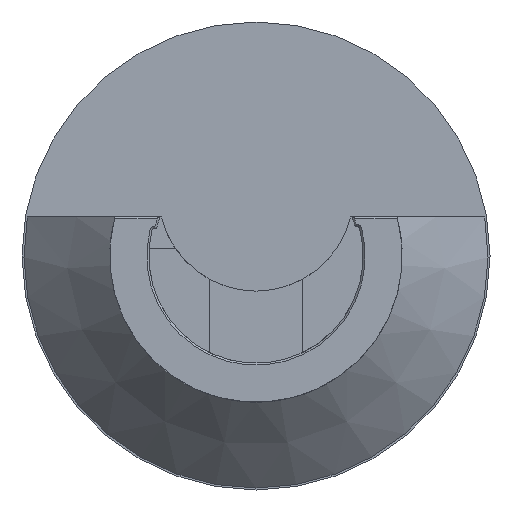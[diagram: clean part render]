
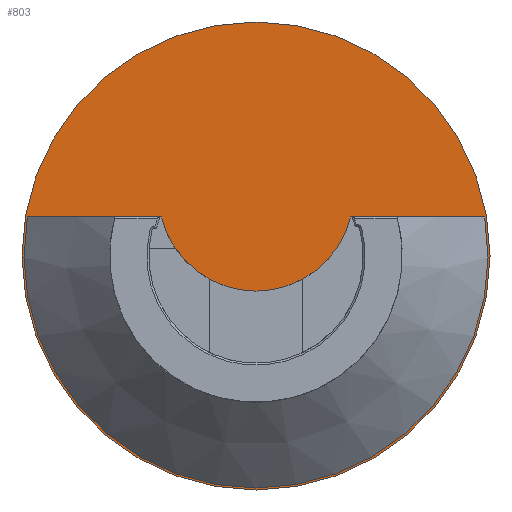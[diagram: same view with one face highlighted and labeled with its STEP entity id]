
A CAD part, front view. The second image highlights one B-rep face of the part: STEP entity #803.
In plain terms, the highlighted planar face has unit normal (0, -1, 0).
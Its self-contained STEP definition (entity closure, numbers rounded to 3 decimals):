
#16=FACE_BOUND('',#157,.T.);
#55=CIRCLE('',#869,12.5);
#59=CIRCLE('',#881,29.75);
#63=CIRCLE('',#888,30.);
#106=FACE_OUTER_BOUND('',#156,.T.);
#156=EDGE_LOOP('',(#614));
#157=EDGE_LOOP('',(#615,#616,#617,#618));
#208=LINE('',#1270,#278);
#219=LINE('',#1311,#289);
#278=VECTOR('',#1000,10.);
#289=VECTOR('',#1033,10.);
#351=VERTEX_POINT('',#1267);
#352=VERTEX_POINT('',#1269);
#356=VERTEX_POINT('',#1282);
#365=VERTEX_POINT('',#1307);
#373=VERTEX_POINT('',#1336);
#431=EDGE_CURVE('',#352,#351,#208,.T.);
#438=EDGE_CURVE('',#356,#351,#55,.T.);
#451=EDGE_CURVE('',#356,#365,#219,.T.);
#458=EDGE_CURVE('',#352,#365,#59,.T.);
#463=EDGE_CURVE('',#373,#373,#63,.T.);
#614=ORIENTED_EDGE('',*,*,#463,.F.);
#615=ORIENTED_EDGE('',*,*,#451,.T.);
#616=ORIENTED_EDGE('',*,*,#458,.F.);
#617=ORIENTED_EDGE('',*,*,#431,.T.);
#618=ORIENTED_EDGE('',*,*,#438,.F.);
#773=PLANE('',#887);
#803=ADVANCED_FACE('',(#106,#16),#773,.F.);
#869=AXIS2_PLACEMENT_3D('',#1284,#1010,#1011);
#881=AXIS2_PLACEMENT_3D('',#1325,#1047,#1048);
#887=AXIS2_PLACEMENT_3D('',#1335,#1060,#1061);
#888=AXIS2_PLACEMENT_3D('',#1337,#1062,#1063);
#1000=DIRECTION('',(1.,0.,0.));
#1010=DIRECTION('center_axis',(0.,1.,0.));
#1011=DIRECTION('ref_axis',(1.,0.,0.));
#1033=DIRECTION('',(1.,0.,0.));
#1047=DIRECTION('center_axis',(0.,-1.,0.));
#1048=DIRECTION('ref_axis',(1.,0.,0.));
#1060=DIRECTION('center_axis',(0.,1.,0.));
#1061=DIRECTION('ref_axis',(-1.,0.,0.));
#1062=DIRECTION('center_axis',(0.,1.,0.));
#1063=DIRECTION('ref_axis',(-1.,0.,0.));
#1267=CARTESIAN_POINT('',(-12.135,35.,5.));
#1269=CARTESIAN_POINT('',(-29.327,35.,5.));
#1270=CARTESIAN_POINT('',(-22.364,35.,5.));
#1282=CARTESIAN_POINT('',(12.135,35.,5.));
#1284=CARTESIAN_POINT('Origin',(0.,35.,8.));
#1307=CARTESIAN_POINT('',(29.327,35.,5.));
#1311=CARTESIAN_POINT('',(-22.364,35.,5.));
#1325=CARTESIAN_POINT('Origin',(0.,35.,0.));
#1335=CARTESIAN_POINT('Origin',(0.,35.,0.));
#1336=CARTESIAN_POINT('',(30.,35.,0.));
#1337=CARTESIAN_POINT('Origin',(0.,35.,0.));
